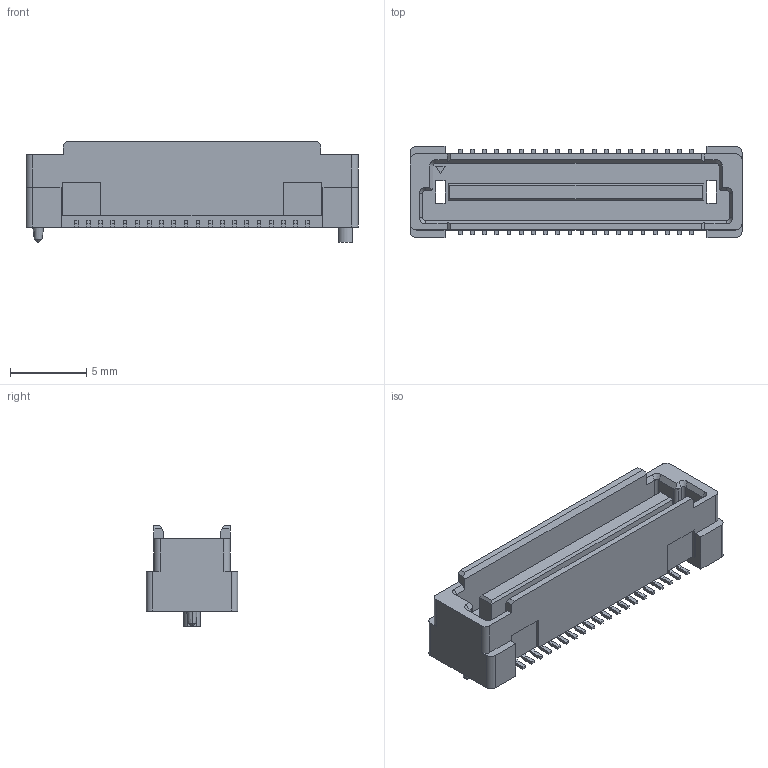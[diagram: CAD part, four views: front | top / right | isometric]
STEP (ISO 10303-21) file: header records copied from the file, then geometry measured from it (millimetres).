
FILE_DESCRIPTION((''),'2;1');
FILE_NAME('C-5179029-1','2010-07-30T',('workeradm'),('Tyco Electronics Ltd.'),'PRO/ENGINEER BY PARAMETRIC TECHNOLOGY CORPORATION, 2009300','PRO/ENGINEER BY PARAMETRIC TECHNOLOGY CORPORATION, 2009300','');
FILE_SCHEMA(('AUTOMOTIVE_DESIGN { 1 0 10303 214 1 1 1 1 }'));
Length unit declared in the file: millimetre
Products named in the file (1): C-5179029-1
Bounding box: 21.8 x 6 x 6.6 mm (x, y, z)
Volume: 369.1 mm3; surface area: 823.8 mm2
Topology: 1 solids, 1 shells, 483 faces, 1293 edges, 856 vertices
Faces by surface type: plane 455, cylinder 18, cone 10
Entity records: 15045 total; most frequent: CARTESIAN_POINT 2645, ORIENTED_EDGE 2586, DIRECTION 2301, EDGE_CURVE 1293, VECTOR 1243, LINE 1243, VERTEX_POINT 856, EDGE_LOOP 531
